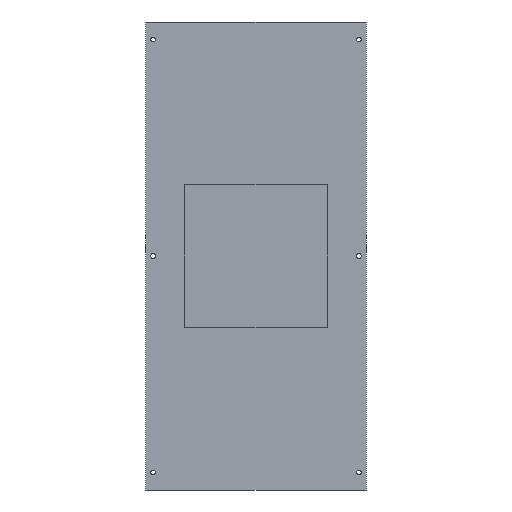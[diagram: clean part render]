
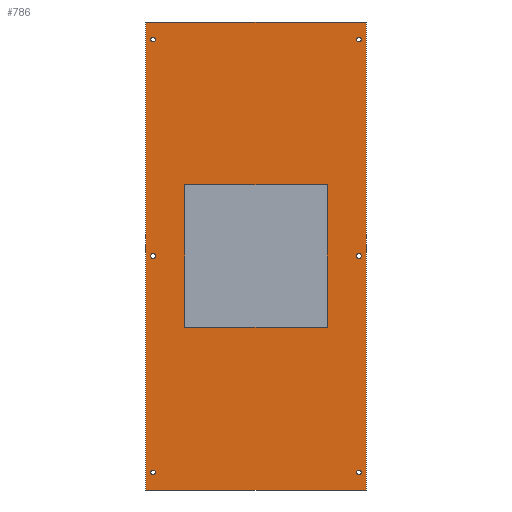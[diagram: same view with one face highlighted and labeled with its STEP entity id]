
A CAD part, front view. The second image highlights one B-rep face of the part: STEP entity #786.
In plain terms, the highlighted planar face has unit normal (0, -1, 0).
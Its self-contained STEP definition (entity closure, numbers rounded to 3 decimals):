
#185=DIRECTION('',(0.,0.,1.));
#186=VECTOR('',#185,244.);
#187=CARTESIAN_POINT('',(122.,-4.,-122.));
#188=LINE('',#187,#186);
#189=DIRECTION('',(0.,0.,-1.));
#190=VECTOR('',#189,244.);
#191=CARTESIAN_POINT('',(-122.,-4.,122.));
#192=LINE('',#191,#190);
#193=DIRECTION('',(1.,0.,0.));
#194=VECTOR('',#193,244.);
#195=CARTESIAN_POINT('',(-122.,-4.,-122.));
#196=LINE('',#195,#194);
#197=DIRECTION('',(0.,0.,-1.));
#198=VECTOR('',#197,800.);
#199=CARTESIAN_POINT('',(-188.75,-4.,400.));
#200=LINE('',#199,#198);
#201=DIRECTION('',(-1.,0.,0.));
#202=VECTOR('',#201,377.5);
#203=CARTESIAN_POINT('',(188.75,-4.,400.));
#204=LINE('',#203,#202);
#205=DIRECTION('',(0.,0.,1.));
#206=VECTOR('',#205,800.);
#207=CARTESIAN_POINT('',(188.75,-4.,-400.));
#208=LINE('',#207,#206);
#209=DIRECTION('',(1.,0.,0.));
#210=VECTOR('',#209,377.5);
#211=CARTESIAN_POINT('',(-188.75,-4.,-400.));
#212=LINE('',#211,#210);
#213=CARTESIAN_POINT('',(-175.95,-4.,-370.));
#214=DIRECTION('',(0.,1.,0.));
#215=DIRECTION('',(0.,0.,1.));
#216=AXIS2_PLACEMENT_3D('',#213,#214,#215);
#218=CARTESIAN_POINT('',(-175.95,-4.,-370.));
#219=DIRECTION('',(0.,1.,0.));
#220=DIRECTION('',(0.,0.,-1.));
#221=AXIS2_PLACEMENT_3D('',#218,#219,#220);
#223=CARTESIAN_POINT('',(-175.95,-4.,370.));
#224=DIRECTION('',(0.,1.,0.));
#225=DIRECTION('',(0.,0.,1.));
#226=AXIS2_PLACEMENT_3D('',#223,#224,#225);
#228=CARTESIAN_POINT('',(-175.95,-4.,370.));
#229=DIRECTION('',(0.,1.,0.));
#230=DIRECTION('',(0.,0.,-1.));
#231=AXIS2_PLACEMENT_3D('',#228,#229,#230);
#233=CARTESIAN_POINT('',(175.95,-4.,370.));
#234=DIRECTION('',(0.,1.,0.));
#235=DIRECTION('',(0.,0.,1.));
#236=AXIS2_PLACEMENT_3D('',#233,#234,#235);
#238=CARTESIAN_POINT('',(175.95,-4.,370.));
#239=DIRECTION('',(0.,1.,0.));
#240=DIRECTION('',(0.,0.,-1.));
#241=AXIS2_PLACEMENT_3D('',#238,#239,#240);
#243=CARTESIAN_POINT('',(175.95,-4.,-370.));
#244=DIRECTION('',(0.,1.,0.));
#245=DIRECTION('',(0.,0.,1.));
#246=AXIS2_PLACEMENT_3D('',#243,#244,#245);
#248=CARTESIAN_POINT('',(175.95,-4.,-370.));
#249=DIRECTION('',(0.,1.,0.));
#250=DIRECTION('',(0.,0.,-1.));
#251=AXIS2_PLACEMENT_3D('',#248,#249,#250);
#253=CARTESIAN_POINT('',(175.95,-4.,0.));
#254=DIRECTION('',(0.,1.,0.));
#255=DIRECTION('',(0.,0.,1.));
#256=AXIS2_PLACEMENT_3D('',#253,#254,#255);
#258=CARTESIAN_POINT('',(175.95,-4.,0.));
#259=DIRECTION('',(0.,1.,0.));
#260=DIRECTION('',(0.,0.,-1.));
#261=AXIS2_PLACEMENT_3D('',#258,#259,#260);
#263=CARTESIAN_POINT('',(-175.95,-4.,0.));
#264=DIRECTION('',(0.,1.,0.));
#265=DIRECTION('',(0.,0.,1.));
#266=AXIS2_PLACEMENT_3D('',#263,#264,#265);
#268=CARTESIAN_POINT('',(-175.95,-4.,0.));
#269=DIRECTION('',(0.,1.,0.));
#270=DIRECTION('',(0.,0.,-1.));
#271=AXIS2_PLACEMENT_3D('',#268,#269,#270);
#285=DIRECTION('',(1.,0.,0.));
#286=VECTOR('',#285,244.);
#287=CARTESIAN_POINT('',(-122.,-4.,122.));
#288=LINE('',#287,#286);
#609=CARTESIAN_POINT('',(175.95,-4.,-366.));
#610=CARTESIAN_POINT('',(175.95,-4.,-374.));
#611=VERTEX_POINT('',#609);
#612=VERTEX_POINT('',#610);
#625=CARTESIAN_POINT('',(-175.95,-4.,374.));
#626=CARTESIAN_POINT('',(-175.95,-4.,366.));
#627=VERTEX_POINT('',#625);
#628=VERTEX_POINT('',#626);
#630=CARTESIAN_POINT('',(175.95,-4.,4.));
#632=VERTEX_POINT('',#630);
#641=CARTESIAN_POINT('',(-188.75,-4.,-400.));
#642=CARTESIAN_POINT('',(188.75,-4.,-400.));
#643=VERTEX_POINT('',#641);
#644=VERTEX_POINT('',#642);
#649=CARTESIAN_POINT('',(-175.95,-4.,-366.));
#650=VERTEX_POINT('',#649);
#667=CARTESIAN_POINT('',(175.95,-4.,366.));
#668=CARTESIAN_POINT('',(175.95,-4.,374.));
#669=VERTEX_POINT('',#667);
#670=VERTEX_POINT('',#668);
#681=CARTESIAN_POINT('',(-175.95,-4.,-374.));
#682=VERTEX_POINT('',#681);
#689=CARTESIAN_POINT('',(188.75,-4.,400.));
#690=VERTEX_POINT('',#689);
#695=CARTESIAN_POINT('',(-188.75,-4.,400.));
#696=VERTEX_POINT('',#695);
#707=CARTESIAN_POINT('',(175.95,-4.,-4.));
#708=VERTEX_POINT('',#707);
#711=CARTESIAN_POINT('',(-175.95,-4.,-4.));
#712=VERTEX_POINT('',#711);
#713=CARTESIAN_POINT('',(-175.95,-4.,4.));
#714=VERTEX_POINT('',#713);
#717=CARTESIAN_POINT('',(-122.,-4.,122.));
#718=CARTESIAN_POINT('',(122.,-4.,122.));
#719=VERTEX_POINT('',#717);
#720=VERTEX_POINT('',#718);
#721=CARTESIAN_POINT('',(-122.,-4.,-122.));
#722=VERTEX_POINT('',#721);
#723=CARTESIAN_POINT('',(122.,-4.,-122.));
#724=VERTEX_POINT('',#723);
#725=CARTESIAN_POINT('',(-188.75,-4.,400.));
#726=DIRECTION('',(0.,1.,0.));
#727=DIRECTION('',(0.,0.,1.));
#728=AXIS2_PLACEMENT_3D('',#725,#726,#727);
#729=PLANE('',#728);
#731=ORIENTED_EDGE('',*,*,#730,.F.);
#733=ORIENTED_EDGE('',*,*,#732,.F.);
#735=ORIENTED_EDGE('',*,*,#734,.F.);
#737=ORIENTED_EDGE('',*,*,#736,.F.);
#738=EDGE_LOOP('',(#731,#733,#735,#737));
#739=FACE_OUTER_BOUND('',#738,.F.);
#741=ORIENTED_EDGE('',*,*,#740,.T.);
#743=ORIENTED_EDGE('',*,*,#742,.F.);
#745=ORIENTED_EDGE('',*,*,#744,.T.);
#747=ORIENTED_EDGE('',*,*,#746,.T.);
#748=EDGE_LOOP('',(#741,#743,#745,#747));
#749=FACE_BOUND('',#748,.F.);
#751=ORIENTED_EDGE('',*,*,#750,.F.);
#753=ORIENTED_EDGE('',*,*,#752,.F.);
#754=EDGE_LOOP('',(#751,#753));
#755=FACE_BOUND('',#754,.F.);
#757=ORIENTED_EDGE('',*,*,#756,.F.);
#759=ORIENTED_EDGE('',*,*,#758,.F.);
#760=EDGE_LOOP('',(#757,#759));
#761=FACE_BOUND('',#760,.F.);
#763=ORIENTED_EDGE('',*,*,#762,.F.);
#765=ORIENTED_EDGE('',*,*,#764,.F.);
#766=EDGE_LOOP('',(#763,#765));
#767=FACE_BOUND('',#766,.F.);
#769=ORIENTED_EDGE('',*,*,#768,.F.);
#771=ORIENTED_EDGE('',*,*,#770,.F.);
#772=EDGE_LOOP('',(#769,#771));
#773=FACE_BOUND('',#772,.F.);
#775=ORIENTED_EDGE('',*,*,#774,.F.);
#777=ORIENTED_EDGE('',*,*,#776,.F.);
#778=EDGE_LOOP('',(#775,#777));
#779=FACE_BOUND('',#778,.F.);
#781=ORIENTED_EDGE('',*,*,#780,.F.);
#783=ORIENTED_EDGE('',*,*,#782,.F.);
#784=EDGE_LOOP('',(#781,#783));
#785=FACE_BOUND('',#784,.F.);
#786=ADVANCED_FACE('',(#739,#749,#755,#761,#767,#773,#779,#785),#729,.F.);
#217=CIRCLE('',#216,4.);
#222=CIRCLE('',#221,4.);
#227=CIRCLE('',#226,4.);
#232=CIRCLE('',#231,4.);
#237=CIRCLE('',#236,4.);
#242=CIRCLE('',#241,4.);
#247=CIRCLE('',#246,4.);
#252=CIRCLE('',#251,4.);
#257=CIRCLE('',#256,4.);
#262=CIRCLE('',#261,4.);
#267=CIRCLE('',#266,4.);
#272=CIRCLE('',#271,4.);
#730=EDGE_CURVE('',#696,#643,#200,.T.);
#732=EDGE_CURVE('',#690,#696,#204,.T.);
#734=EDGE_CURVE('',#644,#690,#208,.T.);
#736=EDGE_CURVE('',#643,#644,#212,.T.);
#740=EDGE_CURVE('',#724,#720,#188,.T.);
#742=EDGE_CURVE('',#719,#720,#288,.T.);
#744=EDGE_CURVE('',#719,#722,#192,.T.);
#746=EDGE_CURVE('',#722,#724,#196,.T.);
#750=EDGE_CURVE('',#650,#682,#217,.T.);
#752=EDGE_CURVE('',#682,#650,#222,.T.);
#756=EDGE_CURVE('',#627,#628,#227,.T.);
#758=EDGE_CURVE('',#628,#627,#232,.T.);
#762=EDGE_CURVE('',#670,#669,#237,.T.);
#764=EDGE_CURVE('',#669,#670,#242,.T.);
#768=EDGE_CURVE('',#611,#612,#247,.T.);
#770=EDGE_CURVE('',#612,#611,#252,.T.);
#774=EDGE_CURVE('',#632,#708,#257,.T.);
#776=EDGE_CURVE('',#708,#632,#262,.T.);
#780=EDGE_CURVE('',#714,#712,#267,.T.);
#782=EDGE_CURVE('',#712,#714,#272,.T.);
